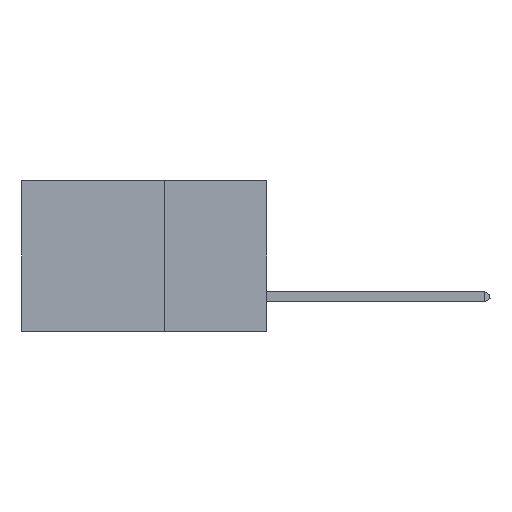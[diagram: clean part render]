
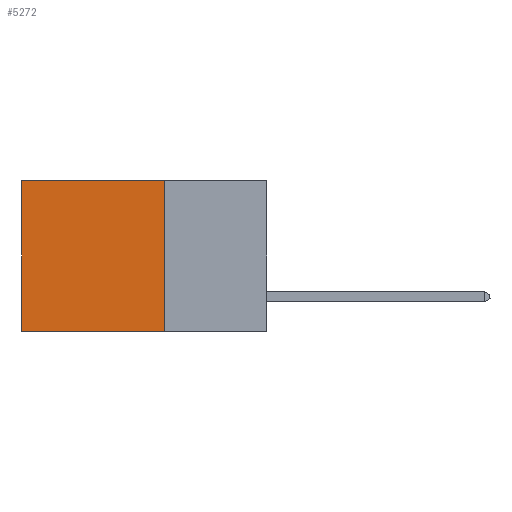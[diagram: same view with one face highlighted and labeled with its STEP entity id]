
A CAD part, left-side view. The second image highlights one B-rep face of the part: STEP entity #5272.
In plain terms, the highlighted planar face has unit normal (-1, 0, 0).
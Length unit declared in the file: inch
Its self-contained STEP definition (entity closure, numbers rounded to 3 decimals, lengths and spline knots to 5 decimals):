
#531 = ORIENTED_EDGE ( 'NONE', *, *, #5333, .F. ) ;
#1118 = CARTESIAN_POINT ( 'NONE',  ( 0.2875, 0.25, 0. ) ) ;
#1187 = ORIENTED_EDGE ( 'NONE', *, *, #13577, .F. ) ;
#2433 = DIRECTION ( 'NONE',  ( 0., 1., 0. ) ) ;
#2470 = CARTESIAN_POINT ( 'NONE',  ( 0.2875, 0.25, -0.37 ) ) ;
#2582 = CARTESIAN_POINT ( 'NONE',  ( 0.2875, 0.25, 0. ) ) ;
#2645 = PLANE ( 'NONE',  #9939 ) ;
#2829 = FACE_OUTER_BOUND ( 'NONE', #8809, .T. ) ;
#2881 = VECTOR ( 'NONE', #8249, 39.37008 ) ;
#4131 = VERTEX_POINT ( 'NONE', #6873 ) ;
#5272 = ADVANCED_FACE ( 'NONE', ( #2829 ), #2645, .F. ) ;
#5333 = EDGE_CURVE ( 'NONE', #13075, #17569, #18557, .T. ) ;
#5408 = CARTESIAN_POINT ( 'NONE',  ( 0.2875, 0.6, 0. ) ) ;
#6517 = VECTOR ( 'NONE', #16580, 39.37008 ) ;
#6873 = CARTESIAN_POINT ( 'NONE',  ( 0.2875, 0.6, -0.37 ) ) ;
#8249 = DIRECTION ( 'NONE',  ( 0., 1., 0. ) ) ;
#8809 = EDGE_LOOP ( 'NONE', ( #14290, #1187, #531, #11473 ) ) ;
#9939 = AXIS2_PLACEMENT_3D ( 'NONE', #1118, #16811, #14133 ) ;
#10235 = LINE ( 'NONE', #12394, #17864 ) ;
#11473 = ORIENTED_EDGE ( 'NONE', *, *, #14894, .T. ) ;
#12130 = LINE ( 'NONE', #2470, #2881 ) ;
#12135 = EDGE_CURVE ( 'NONE', #17248, #4131, #17094, .T. ) ;
#12394 = CARTESIAN_POINT ( 'NONE',  ( 0.2875, 0.25, 0. ) ) ;
#13075 = VERTEX_POINT ( 'NONE', #14999 ) ;
#13577 = EDGE_CURVE ( 'NONE', #17569, #4131, #12130, .T. ) ;
#13696 = VECTOR ( 'NONE', #16988, 39.37008 ) ;
#14133 = DIRECTION ( 'NONE',  ( 0., 0., -1. ) ) ;
#14290 = ORIENTED_EDGE ( 'NONE', *, *, #12135, .T. ) ;
#14894 = EDGE_CURVE ( 'NONE', #13075, #17248, #10235, .T. ) ;
#14999 = CARTESIAN_POINT ( 'NONE',  ( 0.2875, 0.25, 0. ) ) ;
#16580 = DIRECTION ( 'NONE',  ( 0., 0., -1. ) ) ;
#16811 = DIRECTION ( 'NONE',  ( 1., 0., 0. ) ) ;
#16988 = DIRECTION ( 'NONE',  ( 0., 0., -1. ) ) ;
#17094 = LINE ( 'NONE', #17919, #6517 ) ;
#17248 = VERTEX_POINT ( 'NONE', #5408 ) ;
#17569 = VERTEX_POINT ( 'NONE', #18446 ) ;
#17864 = VECTOR ( 'NONE', #2433, 39.37008 ) ;
#17919 = CARTESIAN_POINT ( 'NONE',  ( 0.2875, 0.6, 0. ) ) ;
#18446 = CARTESIAN_POINT ( 'NONE',  ( 0.2875, 0.25, -0.37 ) ) ;
#18557 = LINE ( 'NONE', #2582, #13696 ) ;
